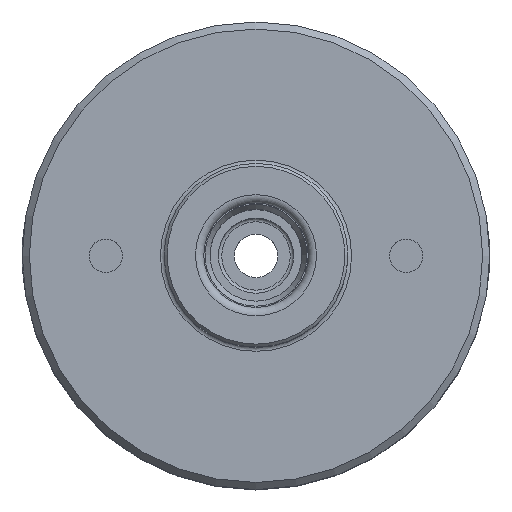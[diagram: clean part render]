
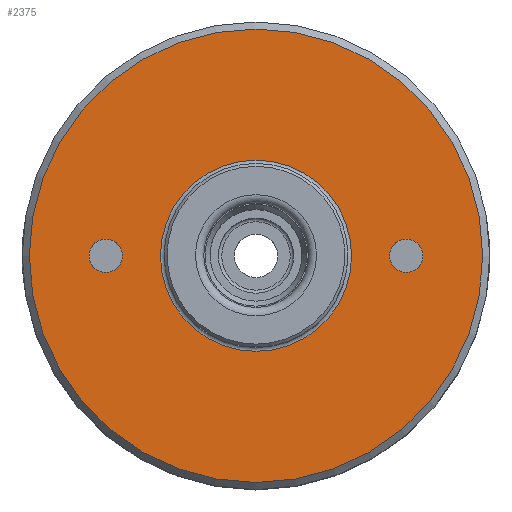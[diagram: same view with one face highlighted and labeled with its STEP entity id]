
A CAD part, top view. The second image highlights one B-rep face of the part: STEP entity #2375.
In plain terms, the highlighted planar face has unit normal (0, 0, 1).
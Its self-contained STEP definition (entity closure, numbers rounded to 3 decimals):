
#66=PLANE('',#2603);
#357=ORIENTED_EDGE('',*,*,#540,.F.);
#358=ORIENTED_EDGE('',*,*,#548,.F.);
#359=ORIENTED_EDGE('',*,*,#529,.T.);
#360=ORIENTED_EDGE('',*,*,#528,.T.);
#528=EDGE_CURVE('',#666,#666,#793,.T.);
#529=EDGE_CURVE('',#667,#667,#794,.T.);
#540=EDGE_CURVE('',#678,#678,#805,.T.);
#548=EDGE_CURVE('',#686,#686,#813,.T.);
#666=VERTEX_POINT('',#4182);
#667=VERTEX_POINT('',#4185);
#678=VERTEX_POINT('',#4217);
#686=VERTEX_POINT('',#4241);
#793=CIRCLE('',#2565,2.);
#794=CIRCLE('',#2567,2.);
#805=CIRCLE('',#2588,11.45);
#813=CIRCLE('',#2604,27.15);
#1024=EDGE_LOOP('',(#357));
#1025=EDGE_LOOP('',(#358));
#1026=EDGE_LOOP('',(#359));
#1027=EDGE_LOOP('',(#360));
#1285=FACE_BOUND('',#1024,.T.);
#1286=FACE_BOUND('',#1025,.T.);
#1287=FACE_BOUND('',#1026,.T.);
#1288=FACE_BOUND('',#1027,.T.);
#2375=ADVANCED_FACE('',(#1285,#1286,#1287,#1288),#66,.F.);
#2565=AXIS2_PLACEMENT_3D('',#4181,#2966,#2967);
#2567=AXIS2_PLACEMENT_3D('',#4184,#2970,#2971);
#2588=AXIS2_PLACEMENT_3D('',#4216,#3012,#3013);
#2603=AXIS2_PLACEMENT_3D('',#4239,#3042,#3043);
#2604=AXIS2_PLACEMENT_3D('',#4240,#3044,#3045);
#2966=DIRECTION('',(0.,0.,-1.));
#2967=DIRECTION('',(-1.,0.,0.));
#2970=DIRECTION('',(0.,0.,-1.));
#2971=DIRECTION('',(-1.,0.,0.));
#3012=DIRECTION('',(0.,0.,1.));
#3013=DIRECTION('',(1.,0.,0.));
#3042=DIRECTION('',(0.,0.,-1.));
#3043=DIRECTION('',(-1.,0.,0.));
#3044=DIRECTION('',(0.,0.,-1.));
#3045=DIRECTION('',(-1.,0.,0.));
#4181=CARTESIAN_POINT('',(18.,0.,25.5));
#4182=CARTESIAN_POINT('',(16.,0.,25.5));
#4184=CARTESIAN_POINT('',(-18.,0.,25.5));
#4185=CARTESIAN_POINT('',(-20.,0.,25.5));
#4216=CARTESIAN_POINT('',(0.,0.,25.5));
#4217=CARTESIAN_POINT('',(11.45,0.,25.5));
#4239=CARTESIAN_POINT('',(28.15,0.,25.5));
#4240=CARTESIAN_POINT('',(0.,0.,25.5));
#4241=CARTESIAN_POINT('',(-27.15,0.,25.5));
